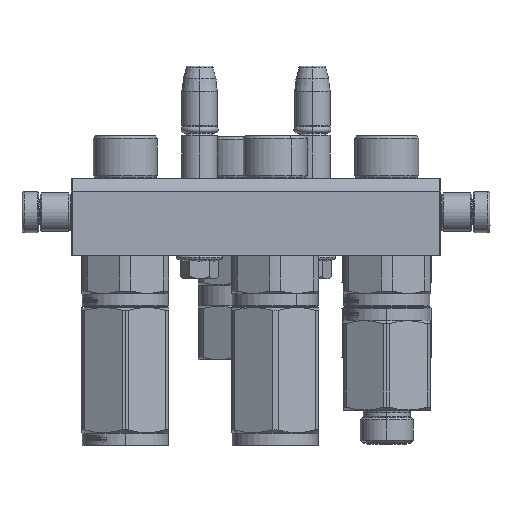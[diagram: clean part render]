
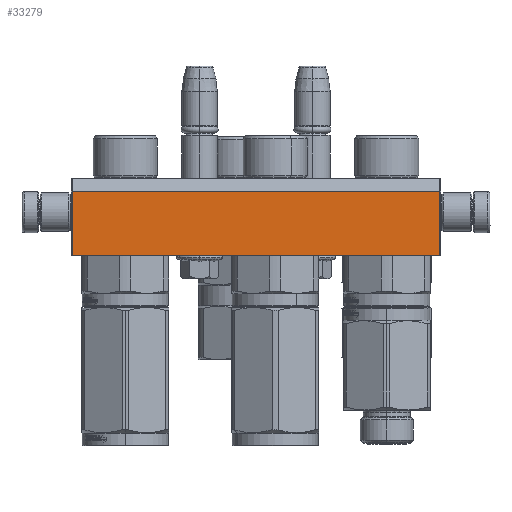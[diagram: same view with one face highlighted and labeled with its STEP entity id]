
A CAD part, left-side view. The second image highlights one B-rep face of the part: STEP entity #33279.
In plain terms, the highlighted face is planar.
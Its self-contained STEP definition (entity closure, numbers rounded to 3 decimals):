
#7020 = EDGE_CURVE ( 'NONE', #7668, #57135, #9029, .T. ) ;
#7668 = VERTEX_POINT ( 'NONE', #42733 ) ;
#9029 = LINE ( 'NONE', #74024, #59099 ) ;
#10469 = VECTOR ( 'NONE', #29882, 1000. ) ;
#11942 = DIRECTION ( 'NONE',  ( 0., 1., 0. ) ) ;
#11946 = CARTESIAN_POINT ( 'NONE',  ( 143.5, 30., -90. ) ) ;
#13058 = ORIENTED_EDGE ( 'NONE', *, *, #66717, .F. ) ;
#15184 = EDGE_CURVE ( 'NONE', #55560, #52886, #34717, .T. ) ;
#18380 = CARTESIAN_POINT ( 'NONE',  ( 0.5, 5., -90. ) ) ;
#24915 = PLANE ( 'NONE',  #96633 ) ;
#25340 = ORIENTED_EDGE ( 'NONE', *, *, #106940, .T. ) ;
#29666 = CARTESIAN_POINT ( 'NONE',  ( 143.5, 5., -90. ) ) ;
#29882 = DIRECTION ( 'NONE',  ( -1., 0., 0. ) ) ;
#30058 = CARTESIAN_POINT ( 'NONE',  ( 0.5, 5., -90. ) ) ;
#33279 = ADVANCED_FACE ( 'NONE', ( #71885 ), #24915, .T. ) ;
#34717 = LINE ( 'NONE', #56370, #10469 ) ;
#37473 = EDGE_LOOP ( 'NONE', ( #87421, #13058, #71999, #25340 ) ) ;
#38306 = DIRECTION ( 'NONE',  ( 0., 1., 0. ) ) ;
#42265 = CARTESIAN_POINT ( 'NONE',  ( 144., 0., -90. ) ) ;
#42733 = CARTESIAN_POINT ( 'NONE',  ( 143.5, 5., -90. ) ) ;
#52886 = VERTEX_POINT ( 'NONE', #104659 ) ;
#55560 = VERTEX_POINT ( 'NONE', #11946 ) ;
#56370 = CARTESIAN_POINT ( 'NONE',  ( 143.5, 30., -90. ) ) ;
#57135 = VERTEX_POINT ( 'NONE', #18380 ) ;
#59099 = VECTOR ( 'NONE', #65649, 1000. ) ;
#60814 = DIRECTION ( 'NONE',  ( -1., 0., 0. ) ) ;
#65649 = DIRECTION ( 'NONE',  ( -1., 0., 0. ) ) ;
#66717 = EDGE_CURVE ( 'NONE', #7668, #55560, #74692, .T. ) ;
#71885 = FACE_OUTER_BOUND ( 'NONE', #37473, .T. ) ;
#71999 = ORIENTED_EDGE ( 'NONE', *, *, #7020, .T. ) ;
#72425 = VECTOR ( 'NONE', #11942, 1000. ) ;
#74024 = CARTESIAN_POINT ( 'NONE',  ( 143.5, 5., -90. ) ) ;
#74692 = LINE ( 'NONE', #29666, #108681 ) ;
#76420 = DIRECTION ( 'NONE',  ( 0., 0., -1. ) ) ;
#87421 = ORIENTED_EDGE ( 'NONE', *, *, #15184, .F. ) ;
#91411 = LINE ( 'NONE', #30058, #72425 ) ;
#96633 = AXIS2_PLACEMENT_3D ( 'NONE', #42265, #76420, #60814 ) ;
#104659 = CARTESIAN_POINT ( 'NONE',  ( 0.5, 30., -90. ) ) ;
#106940 = EDGE_CURVE ( 'NONE', #57135, #52886, #91411, .T. ) ;
#108681 = VECTOR ( 'NONE', #38306, 1000. ) ;
